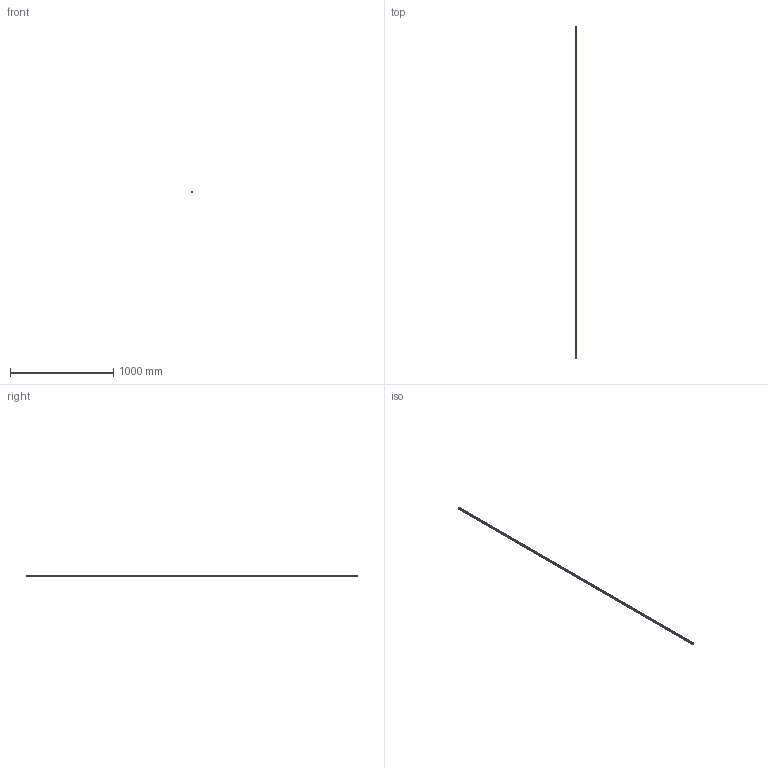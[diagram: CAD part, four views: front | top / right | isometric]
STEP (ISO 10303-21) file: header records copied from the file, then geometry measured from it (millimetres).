
FILE_DESCRIPTION(('STEP AP214'),'1');
FILE_NAME('cctmp_72A1C8F1-A5D5-4138-9CE7-888EBC2D447C_2020_6_9_15_24_4_542..stp','2020-06-09T13:24:04',('HIWIN GmbH'),('CADClick - www.CADClick.com'),'Spatial InterOp 3D',' ','unknown authorization');
FILE_SCHEMA(('AUTOMOTIVE_DESIGN'));
Length unit declared in the file: millimetre
Products named in the file (1): HGR15R3210H_FILE
Bounding box: 15 x 3210 x 15 mm (x, y, z)
Volume: 589597.3 mm3; surface area: 213823.3 mm2
Topology: 1 solids, 1 shells, 601 faces, 1299 edges, 866 vertices
Faces by surface type: cylinder 350, plane 251
Entity records: 21505 total; most frequent: DIRECTION 3203, CARTESIAN_POINT 2767, ORIENTED_EDGE 2598, AXIS2_PLACEMENT_3D 1302, EDGE_CURVE 1299, VERTEX_POINT 866, EDGE_LOOP 767, CIRCLE 700
